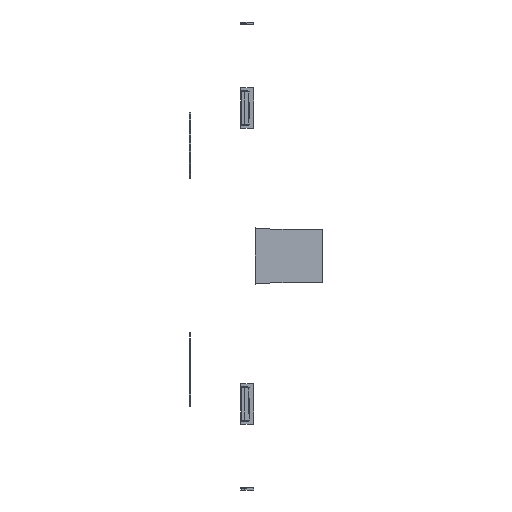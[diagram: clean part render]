
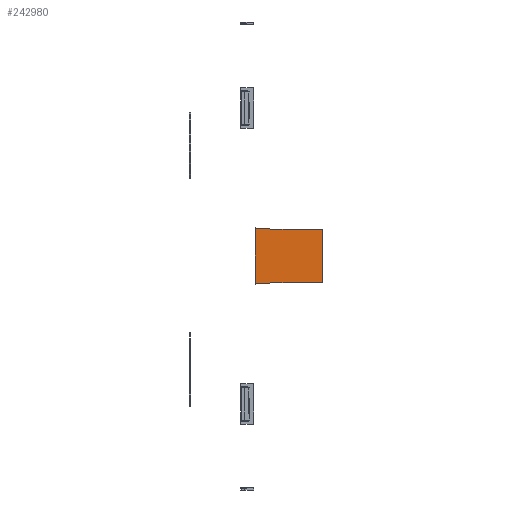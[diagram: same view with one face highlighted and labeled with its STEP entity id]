
A CAD part, left-side view. The second image highlights one B-rep face of the part: STEP entity #242980.
In plain terms, the highlighted planar face has unit normal (-1, 0, 0).
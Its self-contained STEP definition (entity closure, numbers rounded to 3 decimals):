
#241170=CARTESIAN_POINT('',(15.502,23.7,4.305));
#241180=VERTEX_POINT('',#241170);
#241210=CARTESIAN_POINT('',(15.502,23.7,-4.305));
#241220=DIRECTION('',(0.,0.,1.));
#241230=VECTOR('',#241220,1.);
#241240=LINE('',#241210,#241230);
#241250=CARTESIAN_POINT('',(15.502,23.7,-4.305));
#241260=VERTEX_POINT('',#241250);
#241270=EDGE_CURVE('',#241260,#241180,#241240,.T.);
#241680=CARTESIAN_POINT('',(15.502,12.999,
4.398));
#241690=VERTEX_POINT('',#241680);
#241720=CARTESIAN_POINT('',(15.502,13.,
4.398));
#241730=DIRECTION('',(0.,1.,-0.009));
#241740=VECTOR('',#241730,1.);
#241750=LINE('',#241720,#241740);
#241760=EDGE_CURVE('',#241690,#241180,#241750,.T.);
#242420=CARTESIAN_POINT('',(15.502,23.7,-4.305));
#242430=DIRECTION('',(0.,-1.,-0.009));
#242440=VECTOR('',#242430,1.);
#242450=LINE('',#242420,#242440);
#242460=CARTESIAN_POINT('',(15.502,12.998,
-4.398));
#242470=VERTEX_POINT('',#242460);
#242480=EDGE_CURVE('',#241260,#242470,#242450,.T.);
#242600=CARTESIAN_POINT('',(15.502,168.069,
33.5));
#242610=DIRECTION('',(-1.,0.,0.));
#242620=DIRECTION('',(0.,0.,1.));
#242630=AXIS2_PLACEMENT_3D('',#242600,#242610,#242620);
#242640=PLANE('',#242630);
#242650=ORIENTED_EDGE('',*,*,#241270,.F.);
#242660=ORIENTED_EDGE('',*,*,#241760,.T.);
#242670=CARTESIAN_POINT('',(15.502,12.8,4.598));
#242680=CARTESIAN_POINT('',(15.502,12.8,4.56));
#242690=CARTESIAN_POINT('',(15.502,12.819,
4.494));
#242700=CARTESIAN_POINT('',(15.502,12.896,
4.417));
#242710=CARTESIAN_POINT('',(15.502,12.962,
4.399));
#242720=CARTESIAN_POINT('',(15.502,13.,
4.398));
#242730=B_SPLINE_CURVE_WITH_KNOTS('',3,(#242670,#242680,#242690,#242700,
#242710,#242720),.UNSPECIFIED.,.F.,.F.,(4,1,1,4),(0.,0.333,
0.667,1.),.UNSPECIFIED.);
#242740=CARTESIAN_POINT('',(15.502,12.8,4.598));
#242750=VERTEX_POINT('',#242740);
#242760=EDGE_CURVE('',#242750,#241690,#242730,.T.);
#242770=ORIENTED_EDGE('',*,*,#242760,.T.);
#242780=CARTESIAN_POINT('',(15.502,12.8,4.598));
#242790=DIRECTION('',(0.,0.,-1.));
#242800=VECTOR('',#242790,1.);
#242810=LINE('',#242780,#242800);
#242820=CARTESIAN_POINT('',(15.502,12.8,-4.598));
#242830=VERTEX_POINT('',#242820);
#242840=EDGE_CURVE('',#242750,#242830,#242810,.T.);
#242850=ORIENTED_EDGE('',*,*,#242840,.F.);
#242860=CARTESIAN_POINT('',(15.502,13.,
-4.398));
#242870=CARTESIAN_POINT('',(15.502,12.962,
-4.399));
#242880=CARTESIAN_POINT('',(15.502,12.896,
-4.417));
#242890=CARTESIAN_POINT('',(15.502,12.819,
-4.494));
#242900=CARTESIAN_POINT('',(15.502,12.8,-4.56));
#242910=CARTESIAN_POINT('',(15.502,12.8,-4.598));
#242920=B_SPLINE_CURVE_WITH_KNOTS('',3,(#242860,#242870,#242880,#242890,
#242900,#242910),.UNSPECIFIED.,.F.,.F.,(4,1,1,4),(0.,0.333,
0.667,1.),.UNSPECIFIED.);
#242930=EDGE_CURVE('',#242470,#242830,#242920,.T.);
#242940=ORIENTED_EDGE('',*,*,#242930,.T.);
#242950=ORIENTED_EDGE('',*,*,#242480,.T.);
#242960=EDGE_LOOP('',(#242950,#242940,#242850,#242770,#242660,#242650));
#242970=FACE_OUTER_BOUND('',#242960,.T.);
#242980=ADVANCED_FACE('',(#242970),#242640,.T.);
